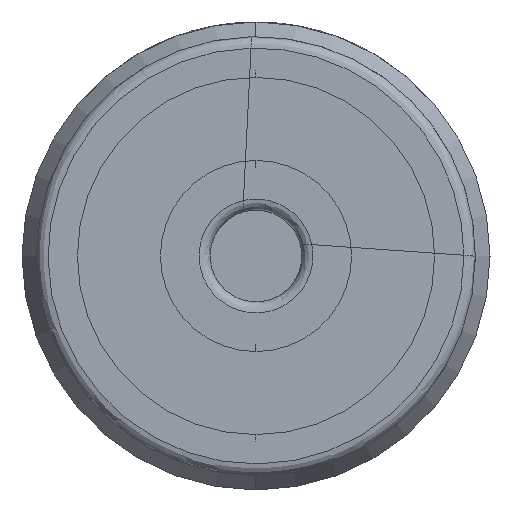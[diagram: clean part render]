
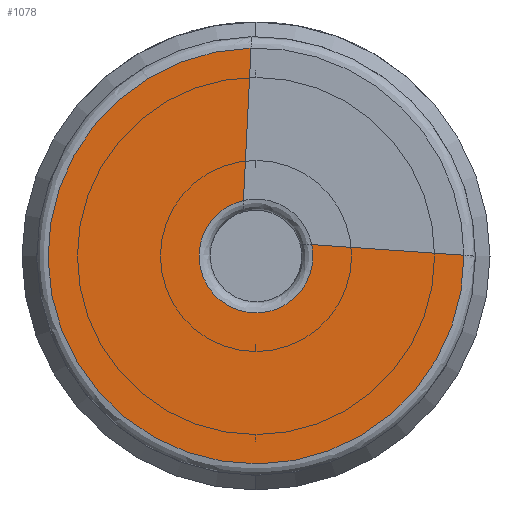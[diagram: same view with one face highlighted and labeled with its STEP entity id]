
A CAD part, left-side view. The second image highlights one B-rep face of the part: STEP entity #1078.
In plain terms, the highlighted planar face has unit normal (-1, 0, 0).
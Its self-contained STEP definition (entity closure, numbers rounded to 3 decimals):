
#19 = AXIS2_PLACEMENT_3D ( 'NONE', #657, #1937, #322 ) ;
#47 = VERTEX_POINT ( 'NONE', #1876 ) ;
#110 = DIRECTION ( 'NONE',  ( 1., 0., 0. ) ) ;
#136 = CARTESIAN_POINT ( 'NONE',  ( 0., 0.429, 1.899 ) ) ;
#151 = CARTESIAN_POINT ( 'NONE',  ( 0., 0., 0. ) ) ;
#316 = CARTESIAN_POINT ( 'NONE',  ( 0., 0.429, 1.899 ) ) ;
#322 = DIRECTION ( 'NONE',  ( 0., 0., -1. ) ) ;
#333 = LINE ( 'NONE', #1729, #1797 ) ;
#393 = VERTEX_POINT ( 'NONE', #1838 ) ;
#480 = CIRCLE ( 'NONE', #1592, 1.947 ) ;
#484 = FACE_OUTER_BOUND ( 'NONE', #681, .T. ) ;
#582 = VERTEX_POINT ( 'NONE', #136 ) ;
#630 = ORIENTED_EDGE ( 'NONE', *, *, #1481, .T. ) ;
#640 = ORIENTED_EDGE ( 'NONE', *, *, #1542, .F. ) ;
#657 = CARTESIAN_POINT ( 'NONE',  ( 0., -1.907, 0.391 ) ) ;
#681 = EDGE_LOOP ( 'NONE', ( #640, #767, #1925, #630 ) ) ;
#721 = DIRECTION ( 'NONE',  ( 0., -0.98, 0.201 ) ) ;
#767 = ORIENTED_EDGE ( 'NONE', *, *, #1361, .F. ) ;
#793 = DIRECTION ( 'NONE',  ( 0., -0.998, -0.07 ) ) ;
#860 = CIRCLE ( 'NONE', #1196, 7.109 ) ;
#863 = VECTOR ( 'NONE', #1466, 1000. ) ;
#994 = PLANE ( 'NONE',  #19 ) ;
#1078 = ADVANCED_FACE ( 'NONE', ( #484 ), #994, .F. ) ;
#1196 = AXIS2_PLACEMENT_3D ( 'NONE', #151, #1287, #1431 ) ;
#1287 = DIRECTION ( 'NONE',  ( 1., 0., 0. ) ) ;
#1361 = EDGE_CURVE ( 'NONE', #393, #47, #333, .T. ) ;
#1431 = DIRECTION ( 'NONE',  ( 0., -1., 0.004 ) ) ;
#1432 = CARTESIAN_POINT ( 'NONE',  ( 0., 0.169, 7.107 ) ) ;
#1466 = DIRECTION ( 'NONE',  ( 0., -0.05, 0.999 ) ) ;
#1481 = EDGE_CURVE ( 'NONE', #582, #1773, #1867, .T. ) ;
#1542 = EDGE_CURVE ( 'NONE', #47, #1773, #860, .T. ) ;
#1592 = AXIS2_PLACEMENT_3D ( 'NONE', #2001, #110, #721 ) ;
#1729 = CARTESIAN_POINT ( 'NONE',  ( 0., -1.907, 0.391 ) ) ;
#1773 = VERTEX_POINT ( 'NONE', #1432 ) ;
#1797 = VECTOR ( 'NONE', #793, 1000. ) ;
#1838 = CARTESIAN_POINT ( 'NONE',  ( 0., -1.907, 0.391 ) ) ;
#1867 = LINE ( 'NONE', #316, #863 ) ;
#1876 = CARTESIAN_POINT ( 'NONE',  ( 0., -7.109, 0.027 ) ) ;
#1925 = ORIENTED_EDGE ( 'NONE', *, *, #2017, .T. ) ;
#1937 = DIRECTION ( 'NONE',  ( 1., 0., 0. ) ) ;
#2001 = CARTESIAN_POINT ( 'NONE',  ( 0., 0., 0. ) ) ;
#2017 = EDGE_CURVE ( 'NONE', #393, #582, #480, .T. ) ;
